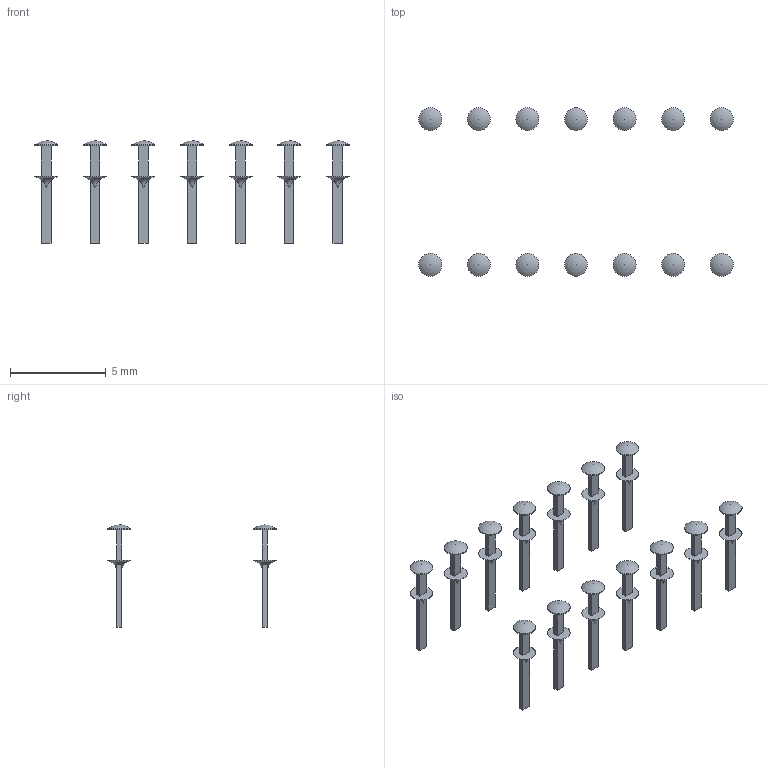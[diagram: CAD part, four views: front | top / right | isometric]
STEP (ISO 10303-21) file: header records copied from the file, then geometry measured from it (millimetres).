
FILE_DESCRIPTION(('FreeCAD Model'),'2;1');
FILE_NAME('Open CASCADE Shape Model','2021-10-17T05:44:25',('Author'),( ''),'Open CASCADE STEP processor 7.5','FreeCAD','Unknown');
FILE_SCHEMA(('AUTOMOTIVE_DESIGN { 1 0 10303 214 1 1 1 1 }'));
Length unit declared in the file: millimetre
Products named in the file (1): Matrix_Union014
Bounding box: 16.44 x 8.82 x 5.36 mm (x, y, z)
Volume: 12.8 mm3; surface area: 169 mm2
Topology: 14 solids, 14 shells, 210 faces, 504 edges, 336 vertices
Faces by surface type: plane 154, cylinder 28, torus 14, sphere 14
Full cylindrical faces by diameter (mm): 1.2 x28
Entity records: 8265 total; most frequent: CARTESIAN_POINT 3403, ORIENTED_EDGE 980, DIRECTION 898, EDGE_CURVE 490, VERTEX_POINT 336, LINE 308, VECTOR 308, AXIS2_PLACEMENT_3D 295
